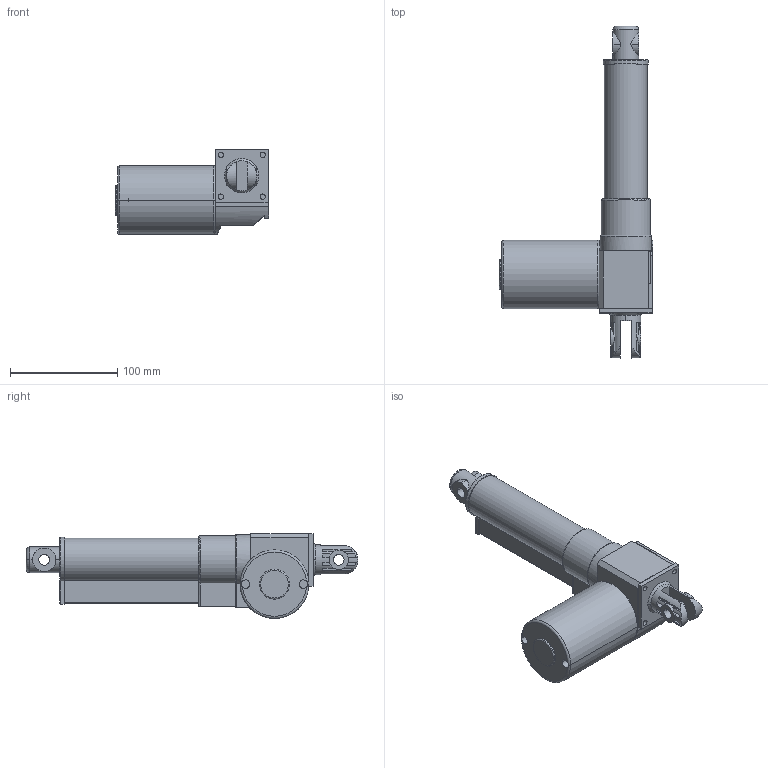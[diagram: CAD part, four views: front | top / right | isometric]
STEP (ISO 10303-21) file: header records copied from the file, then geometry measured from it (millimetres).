
FILE_DESCRIPTION((''),'2;1');
FILE_NAME('TGB_ASM','2022-04-16T',('Administrator'),(''),'PRO/ENGINEER BY PARAMETRIC TECHNOLOGY CORPORATION, 2008380','PRO/ENGINEER BY PARAMETRIC TECHNOLOGY CORPORATION, 2008380','');
FILE_SCHEMA(('CONFIG_CONTROL_DESIGN'));
Length unit declared in the file: millimetre
Products named in the file (9): DZ-SG; DZ-000; DZ-WB-00; WG-00; WK-01; NG-01; NG-02; DZ-03; TGB_ASM
Assembly tree (8 placements, depth 2):
  TGB_ASM
    DZ-SG
    DZ-000
    DZ-WB-00
    WG-00
    WK-01
    NG-01
    NG-02
    DZ-03
Bounding box: 143 x 310 x 79.27 mm (x, y, z)
Volume: 664929.5 mm3; surface area: 156810.4 mm2
Topology: 8 solids, 8 shells, 241 faces, 591 edges, 380 vertices
Faces by surface type: plane 136, cylinder 88, torus 11, cone 6
Entity records: 7755 total; most frequent: CARTESIAN_POINT 1774, DIRECTION 1242, ORIENTED_EDGE 1182, EDGE_CURVE 591, AXIS2_PLACEMENT_3D 454, VERTEX_POINT 380, VECTOR 334, LINE 334
